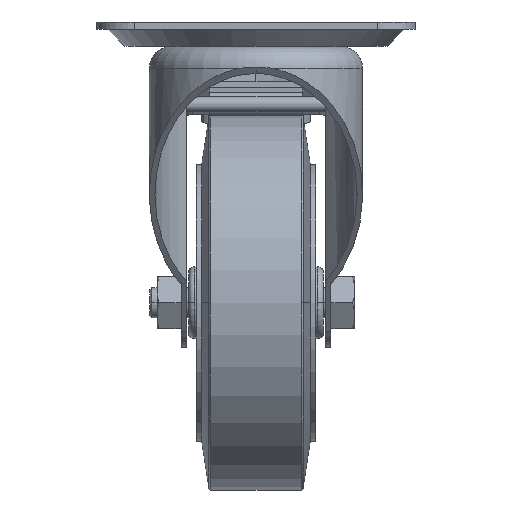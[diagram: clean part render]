
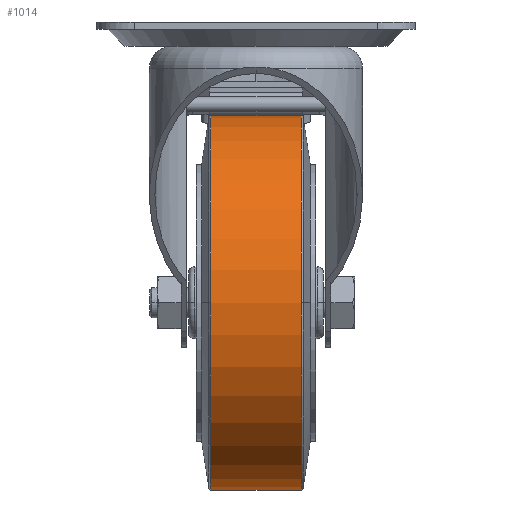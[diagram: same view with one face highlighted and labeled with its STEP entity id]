
A CAD part, left-side view. The second image highlights one B-rep face of the part: STEP entity #1014.
In plain terms, the highlighted cylindrical face has radius 50 mm (diameter 100 mm), a partial arc.
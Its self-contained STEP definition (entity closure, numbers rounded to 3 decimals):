
#49 = DIRECTION ( 'NONE',  ( 0., -1., 0. ) ) ;
#79 = DIRECTION ( 'NONE',  ( 0., 1., 0. ) ) ;
#153 = ORIENTED_EDGE ( 'NONE', *, *, #3176, .F. ) ;
#179 = CYLINDRICAL_SURFACE ( 'NONE', #6739, 50. ) ;
#219 = AXIS2_PLACEMENT_3D ( 'NONE', #6503, #3170, #5406 ) ;
#235 = CARTESIAN_POINT ( 'NONE',  ( 40., -12.071, -25. ) ) ;
#288 = EDGE_CURVE ( 'NONE', #2201, #1693, #4858, .T. ) ;
#304 = VERTEX_POINT ( 'NONE', #4690 ) ;
#366 = AXIS2_PLACEMENT_3D ( 'NONE', #3809, #992, #1447 ) ;
#375 = VERTEX_POINT ( 'NONE', #4744 ) ;
#478 = EDGE_CURVE ( 'NONE', #304, #375, #4852, .T. ) ;
#581 = EDGE_LOOP ( 'NONE', ( #1363, #2856, #153, #2351, #1816, #1818 ) ) ;
#632 = AXIS2_PLACEMENT_3D ( 'NONE', #5751, #3633, #4799 ) ;
#877 = FACE_OUTER_BOUND ( 'NONE', #581, .T. ) ;
#992 = DIRECTION ( 'NONE',  ( 0., -1., 0. ) ) ;
#1014 = ADVANCED_FACE ( 'NONE', ( #877 ), #179, .T. ) ;
#1268 = EDGE_CURVE ( 'NONE', #3224, #304, #5450, .T. ) ;
#1363 = ORIENTED_EDGE ( 'NONE', *, *, #478, .F. ) ;
#1371 = EDGE_CURVE ( 'NONE', #6477, #375, #4319, .T. ) ;
#1447 = DIRECTION ( 'NONE',  ( 0., 0., 1. ) ) ;
#1693 = VERTEX_POINT ( 'NONE', #4527 ) ;
#1816 = ORIENTED_EDGE ( 'NONE', *, *, #5195, .T. ) ;
#1818 = ORIENTED_EDGE ( 'NONE', *, *, #1371, .T. ) ;
#1819 = CIRCLE ( 'NONE', #366, 50. ) ;
#2201 = VERTEX_POINT ( 'NONE', #235 ) ;
#2204 = CIRCLE ( 'NONE', #2430, 50. ) ;
#2351 = ORIENTED_EDGE ( 'NONE', *, *, #288, .T. ) ;
#2430 = AXIS2_PLACEMENT_3D ( 'NONE', #6230, #49, #3986 ) ;
#2856 = ORIENTED_EDGE ( 'NONE', *, *, #1268, .F. ) ;
#3011 = VECTOR ( 'NONE', #5817, 1000. ) ;
#3082 = CARTESIAN_POINT ( 'NONE',  ( 40., -19.8, -25. ) ) ;
#3170 = DIRECTION ( 'NONE',  ( 0., -1., 0. ) ) ;
#3176 = EDGE_CURVE ( 'NONE', #2201, #3224, #2204, .T. ) ;
#3224 = VERTEX_POINT ( 'NONE', #6902 ) ;
#3633 = DIRECTION ( 'NONE',  ( 0., -1., 0. ) ) ;
#3809 = CARTESIAN_POINT ( 'NONE',  ( 40., 12.071, -75. ) ) ;
#3986 = DIRECTION ( 'NONE',  ( 0., 0., -1. ) ) ;
#3993 = CARTESIAN_POINT ( 'NONE',  ( 40., -19.8, -75. ) ) ;
#4060 = DIRECTION ( 'NONE',  ( 0., 0., 1. ) ) ;
#4158 = DIRECTION ( 'NONE',  ( 0., 1., 0. ) ) ;
#4319 = CIRCLE ( 'NONE', #219, 50. ) ;
#4519 = CARTESIAN_POINT ( 'NONE',  ( -10., 12.071, -75. ) ) ;
#4527 = CARTESIAN_POINT ( 'NONE',  ( 40., 12.071, -25. ) ) ;
#4690 = CARTESIAN_POINT ( 'NONE',  ( 40., -12.071, -125. ) ) ;
#4697 = CARTESIAN_POINT ( 'NONE',  ( 40., -19.8, -125. ) ) ;
#4744 = CARTESIAN_POINT ( 'NONE',  ( 40., 12.071, -125. ) ) ;
#4763 = VECTOR ( 'NONE', #4158, 1000. ) ;
#4799 = DIRECTION ( 'NONE',  ( 0., 0., -1. ) ) ;
#4852 = LINE ( 'NONE', #4697, #3011 ) ;
#4858 = LINE ( 'NONE', #3082, #4763 ) ;
#5195 = EDGE_CURVE ( 'NONE', #1693, #6477, #1819, .T. ) ;
#5406 = DIRECTION ( 'NONE',  ( 0., 0., 1. ) ) ;
#5450 = CIRCLE ( 'NONE', #632, 50. ) ;
#5751 = CARTESIAN_POINT ( 'NONE',  ( 40., -12.071, -75. ) ) ;
#5817 = DIRECTION ( 'NONE',  ( 0., 1., 0. ) ) ;
#6230 = CARTESIAN_POINT ( 'NONE',  ( 40., -12.071, -75. ) ) ;
#6477 = VERTEX_POINT ( 'NONE', #4519 ) ;
#6503 = CARTESIAN_POINT ( 'NONE',  ( 40., 12.071, -75. ) ) ;
#6739 = AXIS2_PLACEMENT_3D ( 'NONE', #3993, #79, #4060 ) ;
#6902 = CARTESIAN_POINT ( 'NONE',  ( -10., -12.071, -75. ) ) ;
